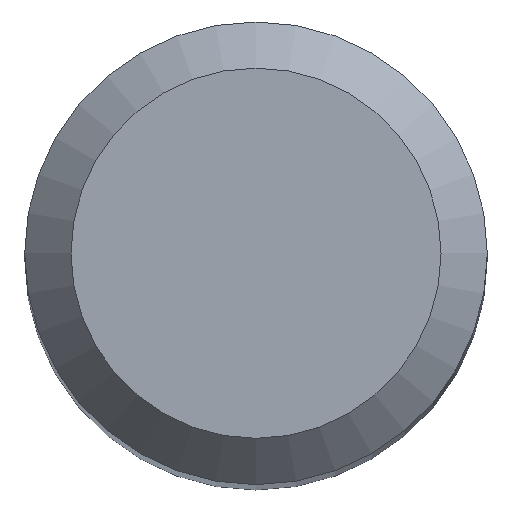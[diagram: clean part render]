
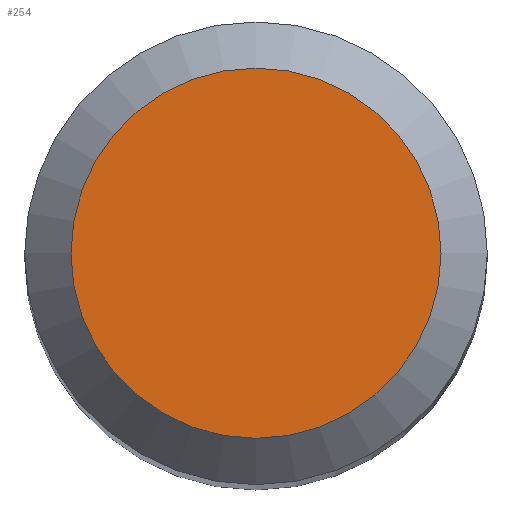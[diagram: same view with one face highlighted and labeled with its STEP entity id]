
A CAD part, top view. The second image highlights one B-rep face of the part: STEP entity #254.
In plain terms, the highlighted planar face has unit normal (0, 0, 1).
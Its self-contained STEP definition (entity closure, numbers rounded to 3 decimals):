
#10 = DIRECTION ( 'NONE',  ( 0., 0., -1. ) ) ;
#21 = EDGE_CURVE ( 'NONE', #233, #233, #218, .T. ) ;
#30 = PLANE ( 'NONE',  #44 ) ;
#44 = AXIS2_PLACEMENT_3D ( 'NONE', #177, #10, #94 ) ;
#90 = ORIENTED_EDGE ( 'NONE', *, *, #21, .F. ) ;
#91 = FACE_OUTER_BOUND ( 'NONE', #109, .T. ) ;
#94 = DIRECTION ( 'NONE',  ( 0., 1., 0. ) ) ;
#109 = EDGE_LOOP ( 'NONE', ( #90 ) ) ;
#156 = CARTESIAN_POINT ( 'NONE',  ( 0., 3.2, 102. ) ) ;
#172 = AXIS2_PLACEMENT_3D ( 'NONE', #246, #245, #228 ) ;
#177 = CARTESIAN_POINT ( 'NONE',  ( 0., 0., 102. ) ) ;
#218 = CIRCLE ( 'NONE', #172, 3.2 ) ;
#228 = DIRECTION ( 'NONE',  ( 0., 1., 0. ) ) ;
#233 = VERTEX_POINT ( 'NONE', #156 ) ;
#245 = DIRECTION ( 'NONE',  ( 0., 0., -1. ) ) ;
#246 = CARTESIAN_POINT ( 'NONE',  ( 0., 0., 102. ) ) ;
#254 = ADVANCED_FACE ( 'NONE', ( #91 ), #30, .F. ) ;
